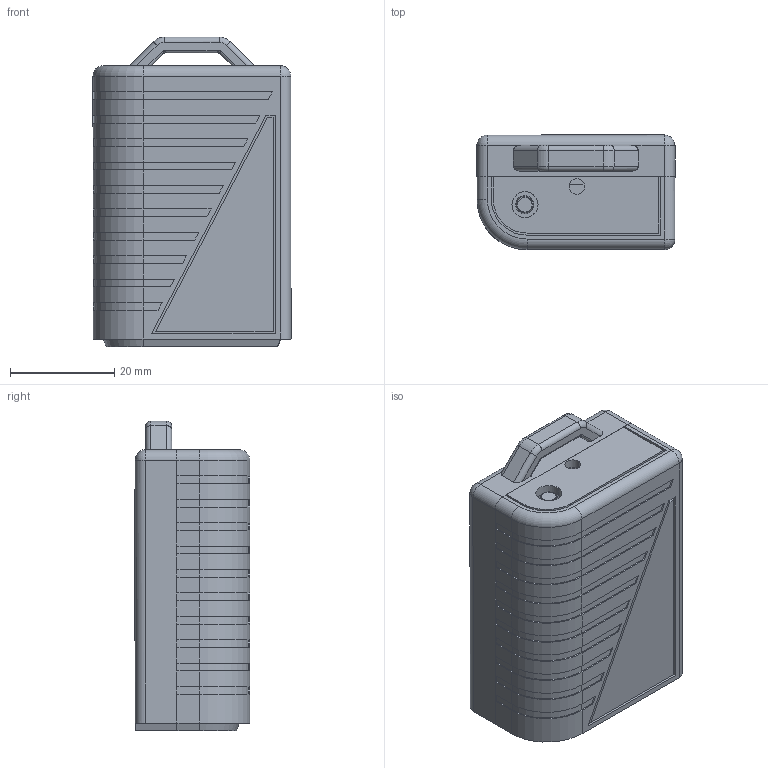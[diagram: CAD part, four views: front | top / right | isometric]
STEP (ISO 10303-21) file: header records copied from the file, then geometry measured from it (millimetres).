
FILE_DESCRIPTION((''),'2;1');
FILE_NAME('DB_CAD6674_LC20-DT','2019-08-14T14:58:11',('cmozuch'),(''),'CREO PARAMETRIC BY PTC INC, 2018420','CREO PARAMETRIC BY PTC INC, 2018420','');
FILE_SCHEMA(('CONFIG_CONTROL_DESIGN','SHAPE_APPEARANCE_LAYERS_GROUPS'));
Length unit declared in the file: millimetre
Products named in the file (1): DB_CAD6674_LC20-DT
Bounding box: 38.07 x 22.21 x 59.53 mm (x, y, z)
Volume: 14671.4 mm3; surface area: 16999.9 mm2
Topology: 5 solids, 5 shells, 598 faces, 1627 edges, 1046 vertices
Faces by surface type: plane 327, cylinder 178, torus 42, cone 31, sphere 15, bspline 5
Entity records: 25374 total; most frequent: CARTESIAN_POINT 3854, ORIENTED_EDGE 3226, DIRECTION 3212, EDGE_CURVE 1613, AXIS2_PLACEMENT_3D 1102, VERTEX_POINT 1046, VECTOR 1008, LINE 1008
